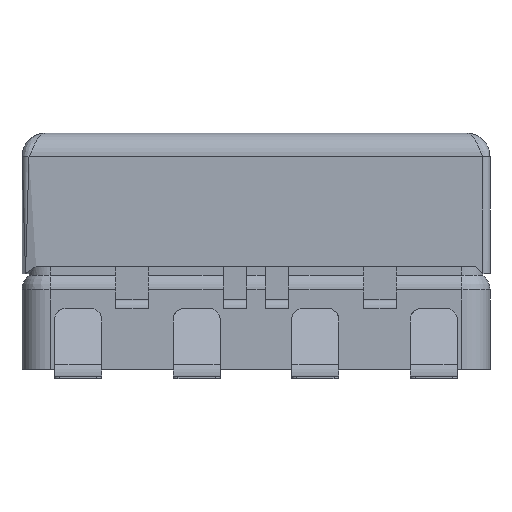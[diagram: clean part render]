
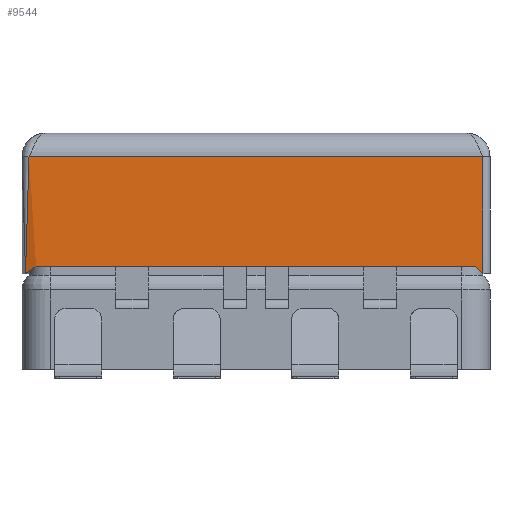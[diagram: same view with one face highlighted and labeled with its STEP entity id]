
A CAD part, left-side view. The second image highlights one B-rep face of the part: STEP entity #9544.
In plain terms, the highlighted planar face has unit normal (-1, 0, 0).
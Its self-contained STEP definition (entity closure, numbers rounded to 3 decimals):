
#7715 = VERTEX_POINT('',#7716);
#7716 = CARTESIAN_POINT('',(-4.75,-4.8,2.35));
#7746 = VERTEX_POINT('',#7747);
#7747 = CARTESIAN_POINT('',(-4.75,4.9,2.35));
#7827 = VERTEX_POINT('',#7828);
#7828 = CARTESIAN_POINT('',(-4.75,4.75,2.5));
#7834 = EDGE_CURVE('',#7827,#7835,#7837,.T.);
#7835 = VERTEX_POINT('',#7836);
#7836 = CARTESIAN_POINT('',(-4.75,-4.65,2.5));
#7837 = LINE('',#7838,#7839);
#7838 = CARTESIAN_POINT('',(-4.75,4.75,2.5));
#7839 = VECTOR('',#7840,1.);
#7840 = DIRECTION('',(0.,-1.,0.));
#9459 = EDGE_CURVE('',#7715,#9460,#9462,.T.);
#9460 = VERTEX_POINT('',#9461);
#9461 = CARTESIAN_POINT('',(-4.75,-4.8,4.85));
#9462 = LINE('',#9463,#9464);
#9463 = CARTESIAN_POINT('',(-4.75,-4.8,2.35));
#9464 = VECTOR('',#9465,1.);
#9465 = DIRECTION('',(0.,0.,1.));
#9488 = EDGE_CURVE('',#7835,#7715,#9489,.T.);
#9489 = LINE('',#9490,#9491);
#9490 = CARTESIAN_POINT('',(-4.75,-4.65,2.5));
#9491 = VECTOR('',#9492,1.);
#9492 = DIRECTION('',(0.,-0.707,
    -0.707));
#9505 = VERTEX_POINT('',#9506);
#9506 = CARTESIAN_POINT('',(-4.75,4.9,4.85));
#9517 = EDGE_CURVE('',#9505,#7746,#9518,.T.);
#9518 = LINE('',#9519,#9520);
#9519 = CARTESIAN_POINT('',(-4.75,4.9,5.35));
#9520 = VECTOR('',#9521,1.);
#9521 = DIRECTION('',(0.,0.,-1.));
#9533 = EDGE_CURVE('',#7746,#7827,#9534,.T.);
#9534 = LINE('',#9535,#9536);
#9535 = CARTESIAN_POINT('',(-4.75,4.9,2.35));
#9536 = VECTOR('',#9537,1.);
#9537 = DIRECTION('',(0.,-0.707,0.707)
  );
#9544 = ADVANCED_FACE('',(#9545),#9558,.F.);
#9545 = FACE_BOUND('',#9546,.F.);
#9546 = EDGE_LOOP('',(#9547,#9548,#9549,#9550,#9551,#9552));
#9547 = ORIENTED_EDGE('',*,*,#9459,.F.);
#9548 = ORIENTED_EDGE('',*,*,#9488,.F.);
#9549 = ORIENTED_EDGE('',*,*,#7834,.F.);
#9550 = ORIENTED_EDGE('',*,*,#9533,.F.);
#9551 = ORIENTED_EDGE('',*,*,#9517,.F.);
#9552 = ORIENTED_EDGE('',*,*,#9553,.F.);
#9553 = EDGE_CURVE('',#9460,#9505,#9554,.T.);
#9554 = LINE('',#9555,#9556);
#9555 = CARTESIAN_POINT('',(-4.75,-4.8,4.85));
#9556 = VECTOR('',#9557,1.);
#9557 = DIRECTION('',(0.,1.,0.));
#9558 = PLANE('',#9559);
#9559 = AXIS2_PLACEMENT_3D('',#9560,#9561,#9562);
#9560 = CARTESIAN_POINT('',(-4.75,-4.95,2.35));
#9561 = DIRECTION('',(1.,0.,0.));
#9562 = DIRECTION('',(0.,0.,-1.));
